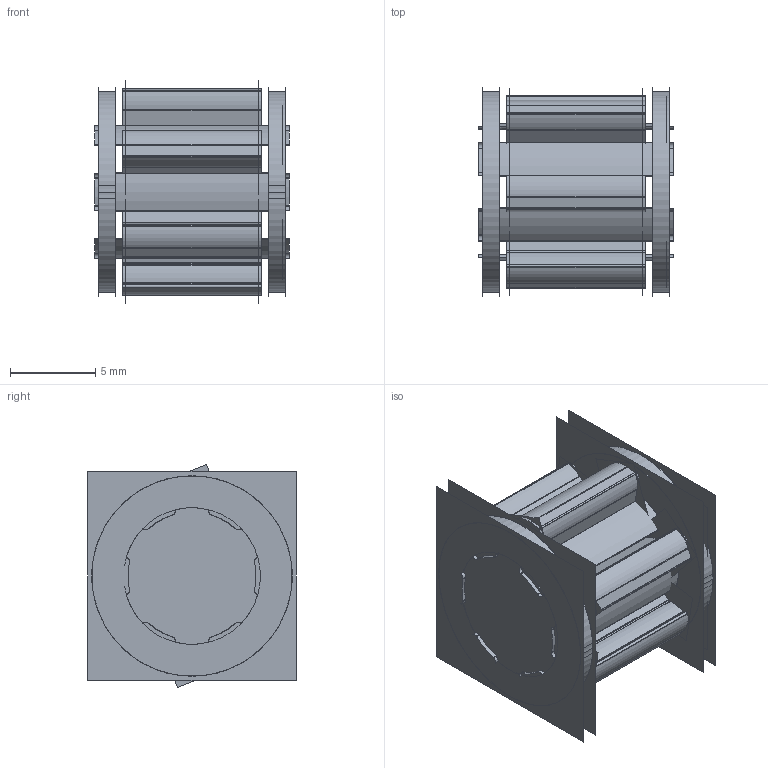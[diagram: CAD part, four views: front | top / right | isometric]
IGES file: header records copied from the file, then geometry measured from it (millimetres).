
Start section:  PTC IGES file: fe412z.igs
Global section: file name: fe412z.igs; native system: Creo Parametric by Parametric Technology Corporation; preprocessor: 2013150; author: sales 4; organization: Unknown; date: 20140324.141316; units: millimetre
Bounding box: 11.44 x 12.27 x 13.1 mm (x, y, z)
Volume: 461.8 mm3; surface area: 8794 mm2
Topology: 7 solids, 7 shells, 1076 faces, 5418 edges, 6664 vertices
Faces by surface type: bspline 828, revolution 248
